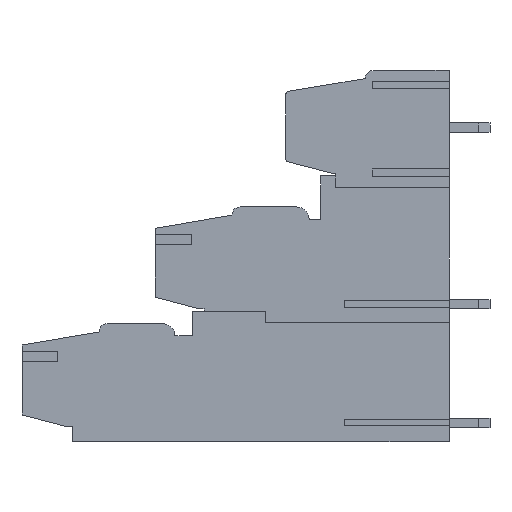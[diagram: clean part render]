
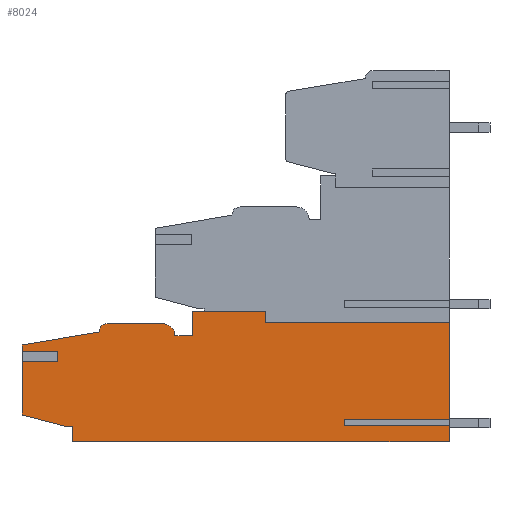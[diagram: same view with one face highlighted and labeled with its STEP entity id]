
A CAD part, left-side view. The second image highlights one B-rep face of the part: STEP entity #8024.
In plain terms, the highlighted planar face has unit normal (-1, 0, 0).
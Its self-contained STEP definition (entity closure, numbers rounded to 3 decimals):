
#1865=DIRECTION('',(0.,0.,-1.));
#1866=VECTOR('',#1865,0.53);
#1867=CARTESIAN_POINT('',(-2.5,9.,-8.295));
#1868=LINE('',#1867,#1866);
#1869=DIRECTION('',(0.,0.,-1.));
#1870=VECTOR('',#1869,1.335);
#1871=CARTESIAN_POINT('',(-2.5,0.,-8.825));
#1872=LINE('',#1871,#1870);
#1873=DIRECTION('',(0.,1.,0.));
#1874=VECTOR('',#1873,32.3);
#1875=CARTESIAN_POINT('',(-2.5,0.,-10.16));
#1876=LINE('',#1875,#1874);
#1877=DIRECTION('',(0.,1.,0.019));
#1878=VECTOR('',#1877,0.7);
#1879=CARTESIAN_POINT('',(-2.5,32.3,-8.848));
#1880=LINE('',#1879,#1878);
#1881=DIRECTION('',(0.,0.967,0.255));
#1882=VECTOR('',#1881,3.723);
#1883=CARTESIAN_POINT('',(-2.5,33.,-8.835));
#1884=LINE('',#1883,#1882);
#1885=DIRECTION('',(0.,0.,1.));
#1886=VECTOR('',#1885,4.755);
#1887=CARTESIAN_POINT('',(-2.5,36.6,-7.885));
#1888=LINE('',#1887,#1886);
#1889=DIRECTION('',(0.,-1.,0.));
#1890=VECTOR('',#1889,3.);
#1891=CARTESIAN_POINT('',(-2.5,36.6,-3.13));
#1892=LINE('',#1891,#1890);
#1893=DIRECTION('',(0.,0.,-1.));
#1894=VECTOR('',#1893,0.5);
#1895=CARTESIAN_POINT('',(-2.5,33.6,-2.63));
#1896=LINE('',#1895,#1894);
#1897=DIRECTION('',(0.,-1.,0.));
#1898=VECTOR('',#1897,3.);
#1899=CARTESIAN_POINT('',(-2.5,36.6,-2.63));
#1900=LINE('',#1899,#1898);
#1901=DIRECTION('',(0.,0.,1.));
#1902=VECTOR('',#1901,0.745);
#1903=CARTESIAN_POINT('',(-2.5,36.6,-2.63));
#1904=LINE('',#1903,#1902);
#1905=DIRECTION('',(0.,-0.986,0.168));
#1906=VECTOR('',#1905,6.695);
#1907=CARTESIAN_POINT('',(-2.5,36.6,-1.885));
#1908=LINE('',#1907,#1906);
#1909=CARTESIAN_POINT('',(-2.5,29.3,-0.76));
#1910=DIRECTION('',(-1.,0.,0.));
#1911=DIRECTION('',(0.,0.,1.));
#1912=AXIS2_PLACEMENT_3D('',#1909,#1910,#1911);
#1914=DIRECTION('',(0.,-1.,0.));
#1915=VECTOR('',#1914,4.75);
#1916=CARTESIAN_POINT('',(-2.5,29.3,-0.06));
#1917=LINE('',#1916,#1915);
#1918=CARTESIAN_POINT('',(-2.5,24.55,-1.11));
#1919=DIRECTION('',(-1.,0.,0.));
#1920=DIRECTION('',(0.,-1.,0.));
#1921=AXIS2_PLACEMENT_3D('',#1918,#1919,#1920);
#1923=DIRECTION('',(0.,-1.,0.));
#1924=VECTOR('',#1923,1.5);
#1925=CARTESIAN_POINT('',(-2.5,23.5,-1.11));
#1926=LINE('',#1925,#1924);
#1927=DIRECTION('',(0.,0.,1.));
#1928=VECTOR('',#1927,2.11);
#1929=CARTESIAN_POINT('',(-2.5,22.,-1.11));
#1930=LINE('',#1929,#1928);
#1931=DIRECTION('',(0.,1.,0.));
#1932=VECTOR('',#1931,6.3);
#1933=CARTESIAN_POINT('',(-2.5,15.7,1.));
#1934=LINE('',#1933,#1932);
#1935=DIRECTION('',(0.,0.,-1.));
#1936=VECTOR('',#1935,1.);
#1937=CARTESIAN_POINT('',(-2.5,15.7,1.));
#1938=LINE('',#1937,#1936);
#1939=DIRECTION('',(0.,-1.,0.));
#1940=VECTOR('',#1939,15.7);
#1941=CARTESIAN_POINT('',(-2.5,15.7,0.));
#1942=LINE('',#1941,#1940);
#1943=DIRECTION('',(0.,0.,-1.));
#1944=VECTOR('',#1943,8.295);
#1945=CARTESIAN_POINT('',(-2.5,0.,0.));
#1946=LINE('',#1945,#1944);
#1959=DIRECTION('',(0.,-1.,0.));
#1960=VECTOR('',#1959,9.);
#1961=CARTESIAN_POINT('',(-2.5,9.,-8.295));
#1962=LINE('',#1961,#1960);
#1971=DIRECTION('',(0.,-1.,0.));
#1972=VECTOR('',#1971,9.);
#1973=CARTESIAN_POINT('',(-2.5,9.,-8.825));
#1974=LINE('',#1973,#1972);
#2139=DIRECTION('',(0.,0.,1.));
#2140=VECTOR('',#2139,1.312);
#2141=CARTESIAN_POINT('',(-2.5,32.3,-10.16));
#2142=LINE('',#2141,#2140);
#4567=CARTESIAN_POINT('',(-2.5,33.,-8.835));
#4568=CARTESIAN_POINT('',(-2.5,36.6,-7.885));
#4569=VERTEX_POINT('',#4567);
#4570=VERTEX_POINT('',#4568);
#4571=CARTESIAN_POINT('',(-2.5,29.3,-0.06));
#4572=CARTESIAN_POINT('',(-2.5,30.,-0.76));
#4573=VERTEX_POINT('',#4571);
#4574=VERTEX_POINT('',#4572);
#4575=CARTESIAN_POINT('',(-2.5,36.6,-1.885));
#4576=VERTEX_POINT('',#4575);
#4577=CARTESIAN_POINT('',(-2.5,23.5,-1.11));
#4578=CARTESIAN_POINT('',(-2.5,24.55,-0.06));
#4579=VERTEX_POINT('',#4577);
#4580=VERTEX_POINT('',#4578);
#4581=CARTESIAN_POINT('',(-2.5,22.,-1.11));
#4582=VERTEX_POINT('',#4581);
#4592=CARTESIAN_POINT('',(-2.5,32.3,-10.16));
#4594=VERTEX_POINT('',#4592);
#4605=CARTESIAN_POINT('',(-2.5,32.3,-8.848));
#4606=VERTEX_POINT('',#4605);
#4611=CARTESIAN_POINT('',(-2.5,22.,1.));
#4612=VERTEX_POINT('',#4611);
#4613=CARTESIAN_POINT('',(-2.5,15.7,1.));
#4614=CARTESIAN_POINT('',(-2.5,15.7,0.));
#4615=VERTEX_POINT('',#4613);
#4616=VERTEX_POINT('',#4614);
#4689=CARTESIAN_POINT('',(-2.5,33.6,-2.63));
#4690=CARTESIAN_POINT('',(-2.5,33.6,-3.13));
#4691=VERTEX_POINT('',#4689);
#4692=VERTEX_POINT('',#4690);
#4693=CARTESIAN_POINT('',(-2.5,36.6,-3.13));
#4694=VERTEX_POINT('',#4693);
#4695=CARTESIAN_POINT('',(-2.5,36.6,-2.63));
#4696=VERTEX_POINT('',#4695);
#4781=CARTESIAN_POINT('',(-2.5,0.,-10.16));
#4782=VERTEX_POINT('',#4781);
#4783=CARTESIAN_POINT('',(-2.5,0.,0.));
#4784=VERTEX_POINT('',#4783);
#5675=CARTESIAN_POINT('',(-2.5,9.,-8.825));
#5676=CARTESIAN_POINT('',(-2.5,0.,-8.825));
#5677=VERTEX_POINT('',#5675);
#5678=VERTEX_POINT('',#5676);
#5679=CARTESIAN_POINT('',(-2.5,9.,-8.295));
#5680=CARTESIAN_POINT('',(-2.5,0.,-8.295));
#5681=VERTEX_POINT('',#5679);
#5682=VERTEX_POINT('',#5680);
#7985=CARTESIAN_POINT('',(-2.5,0.,-10.16));
#7986=DIRECTION('',(1.,0.,0.));
#7987=DIRECTION('',(0.,0.,-1.));
#7988=AXIS2_PLACEMENT_3D('',#7985,#7986,#7987);
#7989=PLANE('',#7988);
#7991=ORIENTED_EDGE('',*,*,#7990,.T.);
#7993=ORIENTED_EDGE('',*,*,#7992,.T.);
#7994=ORIENTED_EDGE('',*,*,#6106,.T.);
#7996=ORIENTED_EDGE('',*,*,#7995,.T.);
#7998=ORIENTED_EDGE('',*,*,#7997,.T.);
#8000=ORIENTED_EDGE('',*,*,#7999,.T.);
#8002=ORIENTED_EDGE('',*,*,#8001,.T.);
#8003=ORIENTED_EDGE('',*,*,#6646,.T.);
#8005=ORIENTED_EDGE('',*,*,#8004,.T.);
#8007=ORIENTED_EDGE('',*,*,#8006,.F.);
#8008=ORIENTED_EDGE('',*,*,#7978,.F.);
#8009=ORIENTED_EDGE('',*,*,#6659,.T.);
#8010=ORIENTED_EDGE('',*,*,#6632,.T.);
#8011=ORIENTED_EDGE('',*,*,#6618,.F.);
#8012=ORIENTED_EDGE('',*,*,#6579,.T.);
#8013=ORIENTED_EDGE('',*,*,#6557,.F.);
#8014=ORIENTED_EDGE('',*,*,#6543,.T.);
#8015=ORIENTED_EDGE('',*,*,#6529,.T.);
#8016=ORIENTED_EDGE('',*,*,#6515,.F.);
#8017=ORIENTED_EDGE('',*,*,#6421,.T.);
#8018=ORIENTED_EDGE('',*,*,#5967,.T.);
#8019=ORIENTED_EDGE('',*,*,#6051,.T.);
#8021=ORIENTED_EDGE('',*,*,#8020,.F.);
#8022=EDGE_LOOP('',(#7991,#7993,#7994,#7996,#7998,#8000,#8002,#8003,#8005,#8007,
#8008,#8009,#8010,#8011,#8012,#8013,#8014,#8015,#8016,#8017,#8018,#8019,#8021));
#8023=FACE_OUTER_BOUND('',#8022,.F.);
#8024=ADVANCED_FACE('',(#8023),#7989,.F.);
#1913=CIRCLE('',#1912,0.7);
#1922=CIRCLE('',#1921,1.05);
#5967=EDGE_CURVE('',#4616,#4784,#1942,.T.);
#6051=EDGE_CURVE('',#4784,#5682,#1946,.T.);
#6106=EDGE_CURVE('',#5678,#4782,#1872,.T.);
#6421=EDGE_CURVE('',#4615,#4616,#1938,.T.);
#6515=EDGE_CURVE('',#4615,#4612,#1934,.T.);
#6529=EDGE_CURVE('',#4582,#4612,#1930,.T.);
#6543=EDGE_CURVE('',#4579,#4582,#1926,.T.);
#6557=EDGE_CURVE('',#4579,#4580,#1922,.T.);
#6579=EDGE_CURVE('',#4573,#4580,#1917,.T.);
#6618=EDGE_CURVE('',#4573,#4574,#1913,.T.);
#6632=EDGE_CURVE('',#4576,#4574,#1908,.T.);
#6646=EDGE_CURVE('',#4570,#4694,#1888,.T.);
#6659=EDGE_CURVE('',#4696,#4576,#1904,.T.);
#7978=EDGE_CURVE('',#4696,#4691,#1900,.T.);
#7990=EDGE_CURVE('',#5681,#5677,#1868,.T.);
#7992=EDGE_CURVE('',#5677,#5678,#1974,.T.);
#7995=EDGE_CURVE('',#4782,#4594,#1876,.T.);
#7997=EDGE_CURVE('',#4594,#4606,#2142,.T.);
#7999=EDGE_CURVE('',#4606,#4569,#1880,.T.);
#8001=EDGE_CURVE('',#4569,#4570,#1884,.T.);
#8004=EDGE_CURVE('',#4694,#4692,#1892,.T.);
#8006=EDGE_CURVE('',#4691,#4692,#1896,.T.);
#8020=EDGE_CURVE('',#5681,#5682,#1962,.T.);
